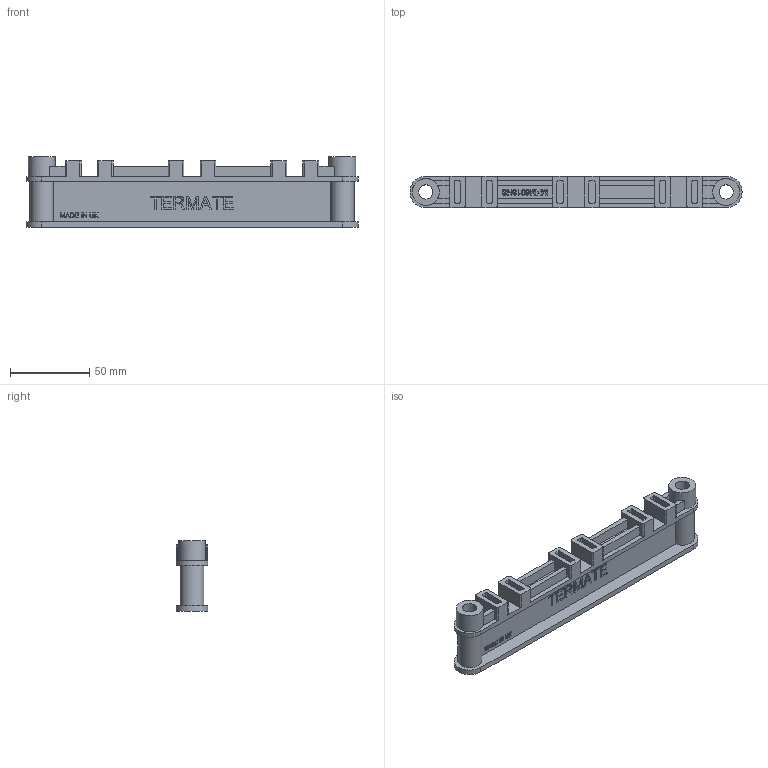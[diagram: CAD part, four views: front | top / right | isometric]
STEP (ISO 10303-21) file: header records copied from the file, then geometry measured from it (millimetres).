
FILE_DESCRIPTION(/* description */ (''),/* implementation_level */ '2;1');
FILE_NAME(/* name */ 'MXM6513NS.step',/* time_stamp */ '2023-01-12T16:40:27Z',/* author */ (''),/* organization */ (''),/* preprocessor_version */ 'ST-DEVELOPER v19.2',/* originating_system */ 'Autodesk Translation Framework v11.17.0.187',/* authorisation */ '');
FILE_SCHEMA (('AUTOMOTIVE_DESIGN { 1 0 10303 214 3 1 1 }'));
Length unit declared in the file: millimetre
Products named in the file (1): MXM6513NS
Bounding box: 210 x 20 x 44.7 mm (x, y, z)
Volume: 61358.1 mm3; surface area: 40146.8 mm2
Topology: 1 solids, 1 shells, 562 faces, 1566 edges, 1044 vertices
Faces by surface type: plane 334, bspline 170, cylinder 58
Full cylindrical faces by diameter (mm): 9 x2, 17 x2
Entity records: 19495 total; most frequent: CARTESIAN_POINT 6063, ORIENTED_EDGE 3132, DIRECTION 2136, EDGE_CURVE 1566, LINE 1102, VECTOR 1102, VERTEX_POINT 1044, EDGE_LOOP 604
